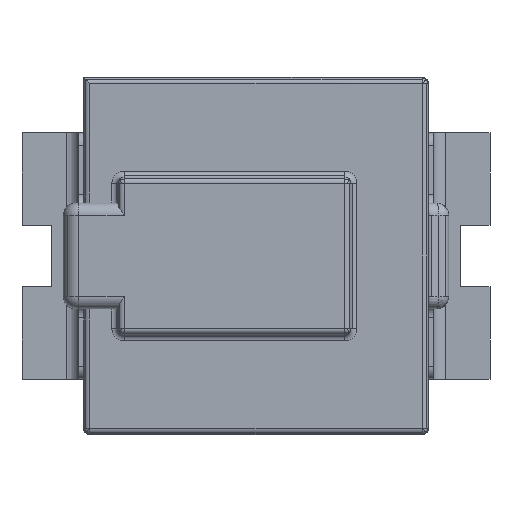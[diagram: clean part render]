
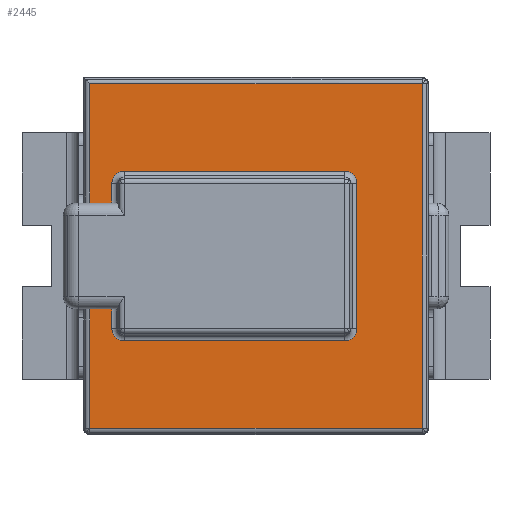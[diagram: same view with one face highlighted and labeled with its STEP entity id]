
A CAD part, left-side view. The second image highlights one B-rep face of the part: STEP entity #2445.
In plain terms, the highlighted face is planar.
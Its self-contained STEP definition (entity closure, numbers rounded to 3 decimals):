
#38 = ORIENTED_EDGE ( 'NONE', *, *, #4416, .F. ) ;
#104 = DIRECTION ( 'NONE',  ( -1., 0., 0. ) ) ;
#108 = VERTEX_POINT ( 'NONE', #6008 ) ;
#146 = VECTOR ( 'NONE', #796, 1000. ) ;
#158 = AXIS2_PLACEMENT_3D ( 'NONE', #2929, #375, #4447 ) ;
#195 = LINE ( 'NONE', #2217, #776 ) ;
#200 = LINE ( 'NONE', #2766, #6291 ) ;
#320 = VERTEX_POINT ( 'NONE', #394 ) ;
#365 = CARTESIAN_POINT ( 'NONE',  ( 1.075, 1.9, 5.85 ) ) ;
#375 = DIRECTION ( 'NONE',  ( 0., 1., 0. ) ) ;
#394 = CARTESIAN_POINT ( 'NONE',  ( 2.95, 1.9, -4.1 ) ) ;
#399 = DIRECTION ( 'NONE',  ( 0., 0., 1. ) ) ;
#532 = CARTESIAN_POINT ( 'NONE',  ( -3.45, 1.9, -3.6 ) ) ;
#542 = VERTEX_POINT ( 'NONE', #3082 ) ;
#571 = DIRECTION ( 'NONE',  ( 0., 0., -1. ) ) ;
#574 = FACE_OUTER_BOUND ( 'NONE', #5566, .T. ) ;
#689 = CIRCLE ( 'NONE', #4491, 0.5 ) ;
#695 = VERTEX_POINT ( 'NONE', #3929 ) ;
#709 = CARTESIAN_POINT ( 'NONE',  ( 1.6, 1.9, -4.1 ) ) ;
#755 = CARTESIAN_POINT ( 'NONE',  ( 7., 1.9, -6.75 ) ) ;
#776 = VECTOR ( 'NONE', #4232, 1000. ) ;
#790 = AXIS2_PLACEMENT_3D ( 'NONE', #5260, #6245, #3615 ) ;
#796 = DIRECTION ( 'NONE',  ( 1., 0., 0. ) ) ;
#991 = EDGE_CURVE ( 'NONE', #1201, #4010, #195, .T. ) ;
#1055 = VERTEX_POINT ( 'NONE', #5807 ) ;
#1130 = AXIS2_PLACEMENT_3D ( 'NONE', #3096, #3735, #4130 ) ;
#1149 = DIRECTION ( 'NONE',  ( 1., 0., 0. ) ) ;
#1201 = VERTEX_POINT ( 'NONE', #4052 ) ;
#1240 = EDGE_CURVE ( 'NONE', #3783, #3647, #2636, .T. ) ;
#1538 = EDGE_CURVE ( 'NONE', #2615, #1784, #6002, .T. ) ;
#1566 = CARTESIAN_POINT ( 'NONE',  ( -7., 1.9, -3.5 ) ) ;
#1568 = ORIENTED_EDGE ( 'NONE', *, *, #1676, .F. ) ;
#1576 = LINE ( 'NONE', #5689, #2191 ) ;
#1604 = ORIENTED_EDGE ( 'NONE', *, *, #5826, .F. ) ;
#1639 = CARTESIAN_POINT ( 'NONE',  ( 3.45, 1.9, 2.8 ) ) ;
#1657 = ORIENTED_EDGE ( 'NONE', *, *, #5299, .F. ) ;
#1663 = DIRECTION ( 'NONE',  ( 0., 1., 0. ) ) ;
#1676 = EDGE_CURVE ( 'NONE', #1055, #3180, #689, .T. ) ;
#1687 = ORIENTED_EDGE ( 'NONE', *, *, #6370, .T. ) ;
#1784 = VERTEX_POINT ( 'NONE', #755 ) ;
#1842 = VECTOR ( 'NONE', #2921, 1000. ) ;
#1942 = ORIENTED_EDGE ( 'NONE', *, *, #1240, .F. ) ;
#2186 = CIRCLE ( 'NONE', #790, 0.5 ) ;
#2191 = VECTOR ( 'NONE', #1149, 1000. ) ;
#2217 = CARTESIAN_POINT ( 'NONE',  ( -2.15, 1.9, 2.8 ) ) ;
#2223 = EDGE_CURVE ( 'NONE', #5461, #1055, #200, .T. ) ;
#2379 = AXIS2_PLACEMENT_3D ( 'NONE', #6160, #1663, #6197 ) ;
#2421 = CARTESIAN_POINT ( 'NONE',  ( 3.625, 1.9, -6.75 ) ) ;
#2445 = ADVANCED_FACE ( 'NONE', ( #574 ), #5687, .T. ) ;
#2476 = VECTOR ( 'NONE', #571, 1000. ) ;
#2593 = DIRECTION ( 'NONE',  ( 0., 1., 0. ) ) ;
#2615 = VERTEX_POINT ( 'NONE', #4569 ) ;
#2636 = LINE ( 'NONE', #1639, #2476 ) ;
#2711 = CARTESIAN_POINT ( 'NONE',  ( -3.625, 1.9, 6.75 ) ) ;
#2715 = EDGE_CURVE ( 'NONE', #3647, #320, #5337, .T. ) ;
#2766 = CARTESIAN_POINT ( 'NONE',  ( -3.45, 1.9, -1.925 ) ) ;
#2772 = ORIENTED_EDGE ( 'NONE', *, *, #3440, .F. ) ;
#2921 = DIRECTION ( 'NONE',  ( 1., 0., 0. ) ) ;
#2929 = CARTESIAN_POINT ( 'NONE',  ( -2.95, 1.9, -3.6 ) ) ;
#2946 = CARTESIAN_POINT ( 'NONE',  ( 7., 1.9, 6.75 ) ) ;
#2950 = CARTESIAN_POINT ( 'NONE',  ( 2.95, 1.9, 5.85 ) ) ;
#2982 = CARTESIAN_POINT ( 'NONE',  ( -3.625, 1.9, 6.75 ) ) ;
#3058 = DIRECTION ( 'NONE',  ( -1., 0., 0. ) ) ;
#3082 = CARTESIAN_POINT ( 'NONE',  ( -2.95, 1.9, -4.1 ) ) ;
#3096 = CARTESIAN_POINT ( 'NONE',  ( 0., 1.9, 0. ) ) ;
#3123 = EDGE_CURVE ( 'NONE', #5926, #3783, #2186, .T. ) ;
#3154 = EDGE_CURVE ( 'NONE', #1201, #108, #4208, .T. ) ;
#3180 = VERTEX_POINT ( 'NONE', #4325 ) ;
#3263 = ORIENTED_EDGE ( 'NONE', *, *, #4277, .F. ) ;
#3325 = CIRCLE ( 'NONE', #158, 0.5 ) ;
#3343 = ORIENTED_EDGE ( 'NONE', *, *, #3123, .F. ) ;
#3419 = VECTOR ( 'NONE', #6323, 1000. ) ;
#3440 = EDGE_CURVE ( 'NONE', #3180, #4010, #1576, .T. ) ;
#3459 = ORIENTED_EDGE ( 'NONE', *, *, #2223, .F. ) ;
#3596 = DIRECTION ( 'NONE',  ( -0.707, 0., 0.707 ) ) ;
#3615 = DIRECTION ( 'NONE',  ( 0.707, 0., 0.707 ) ) ;
#3647 = VERTEX_POINT ( 'NONE', #4879 ) ;
#3686 = ORIENTED_EDGE ( 'NONE', *, *, #4136, .F. ) ;
#3732 = LINE ( 'NONE', #709, #3419 ) ;
#3735 = DIRECTION ( 'NONE',  ( 0., 1., 0. ) ) ;
#3743 = VECTOR ( 'NONE', #3058, 1000. ) ;
#3783 = VERTEX_POINT ( 'NONE', #3988 ) ;
#3836 = VECTOR ( 'NONE', #399, 1000. ) ;
#3852 = LINE ( 'NONE', #365, #146 ) ;
#3929 = CARTESIAN_POINT ( 'NONE',  ( 2.15, 1.9, 5.85 ) ) ;
#3988 = CARTESIAN_POINT ( 'NONE',  ( 3.45, 1.9, 5.35 ) ) ;
#4010 = VERTEX_POINT ( 'NONE', #6444 ) ;
#4052 = CARTESIAN_POINT ( 'NONE',  ( -2.15, 1.9, 6.75 ) ) ;
#4130 = DIRECTION ( 'NONE',  ( 0., 0., -1. ) ) ;
#4136 = EDGE_CURVE ( 'NONE', #108, #2615, #4519, .T. ) ;
#4156 = DIRECTION ( 'NONE',  ( 0., 0., -1. ) ) ;
#4208 = LINE ( 'NONE', #2711, #4923 ) ;
#4232 = DIRECTION ( 'NONE',  ( 0., 0., -1. ) ) ;
#4277 = EDGE_CURVE ( 'NONE', #320, #542, #3732, .T. ) ;
#4324 = LINE ( 'NONE', #5842, #5428 ) ;
#4325 = CARTESIAN_POINT ( 'NONE',  ( -2.95, 1.9, 5.85 ) ) ;
#4416 = EDGE_CURVE ( 'NONE', #695, #5926, #3852, .T. ) ;
#4430 = VERTEX_POINT ( 'NONE', #2946 ) ;
#4447 = DIRECTION ( 'NONE',  ( -0.707, 0., -0.707 ) ) ;
#4491 = AXIS2_PLACEMENT_3D ( 'NONE', #5637, #2593, #3596 ) ;
#4519 = LINE ( 'NONE', #1566, #4983 ) ;
#4569 = CARTESIAN_POINT ( 'NONE',  ( -7., 1.9, -6.75 ) ) ;
#4604 = ORIENTED_EDGE ( 'NONE', *, *, #5858, .F. ) ;
#4745 = VERTEX_POINT ( 'NONE', #6226 ) ;
#4879 = CARTESIAN_POINT ( 'NONE',  ( 3.45, 1.9, -3.6 ) ) ;
#4923 = VECTOR ( 'NONE', #104, 1000. ) ;
#4944 = CARTESIAN_POINT ( 'NONE',  ( 7., 1.9, 3.5 ) ) ;
#4983 = VECTOR ( 'NONE', #4156, 1000. ) ;
#5070 = LINE ( 'NONE', #4944, #3836 ) ;
#5092 = ORIENTED_EDGE ( 'NONE', *, *, #3154, .F. ) ;
#5260 = CARTESIAN_POINT ( 'NONE',  ( 2.95, 1.9, 5.35 ) ) ;
#5299 = EDGE_CURVE ( 'NONE', #542, #5461, #3325, .T. ) ;
#5337 = CIRCLE ( 'NONE', #2379, 0.5 ) ;
#5428 = VECTOR ( 'NONE', #6332, 1000. ) ;
#5461 = VERTEX_POINT ( 'NONE', #532 ) ;
#5470 = ORIENTED_EDGE ( 'NONE', *, *, #1538, .F. ) ;
#5566 = EDGE_LOOP ( 'NONE', ( #5092, #5791, #2772, #1568, #3459, #1657, #3263, #5884, #1942, #3343, #38, #1687, #1604, #4604, #5470, #3686 ) ) ;
#5574 = LINE ( 'NONE', #2982, #3743 ) ;
#5637 = CARTESIAN_POINT ( 'NONE',  ( -2.95, 1.9, 5.35 ) ) ;
#5687 = PLANE ( 'NONE',  #1130 ) ;
#5689 = CARTESIAN_POINT ( 'NONE',  ( -1.6, 1.9, 5.85 ) ) ;
#5791 = ORIENTED_EDGE ( 'NONE', *, *, #991, .T. ) ;
#5807 = CARTESIAN_POINT ( 'NONE',  ( -3.45, 1.9, 5.35 ) ) ;
#5826 = EDGE_CURVE ( 'NONE', #4430, #4745, #5574, .T. ) ;
#5842 = CARTESIAN_POINT ( 'NONE',  ( 2.15, 1.9, 3.913 ) ) ;
#5858 = EDGE_CURVE ( 'NONE', #1784, #4430, #5070, .T. ) ;
#5884 = ORIENTED_EDGE ( 'NONE', *, *, #2715, .F. ) ;
#5926 = VERTEX_POINT ( 'NONE', #2950 ) ;
#6002 = LINE ( 'NONE', #2421, #1842 ) ;
#6008 = CARTESIAN_POINT ( 'NONE',  ( -7., 1.9, 6.75 ) ) ;
#6160 = CARTESIAN_POINT ( 'NONE',  ( 2.95, 1.9, -3.6 ) ) ;
#6197 = DIRECTION ( 'NONE',  ( 0.707, 0., -0.707 ) ) ;
#6226 = CARTESIAN_POINT ( 'NONE',  ( 2.15, 1.9, 6.75 ) ) ;
#6245 = DIRECTION ( 'NONE',  ( 0., 1., 0. ) ) ;
#6291 = VECTOR ( 'NONE', #6336, 1000. ) ;
#6323 = DIRECTION ( 'NONE',  ( -1., 0., 0. ) ) ;
#6332 = DIRECTION ( 'NONE',  ( 0., 0., 1. ) ) ;
#6336 = DIRECTION ( 'NONE',  ( 0., 0., 1. ) ) ;
#6370 = EDGE_CURVE ( 'NONE', #695, #4745, #4324, .T. ) ;
#6444 = CARTESIAN_POINT ( 'NONE',  ( -2.15, 1.9, 5.85 ) ) ;
